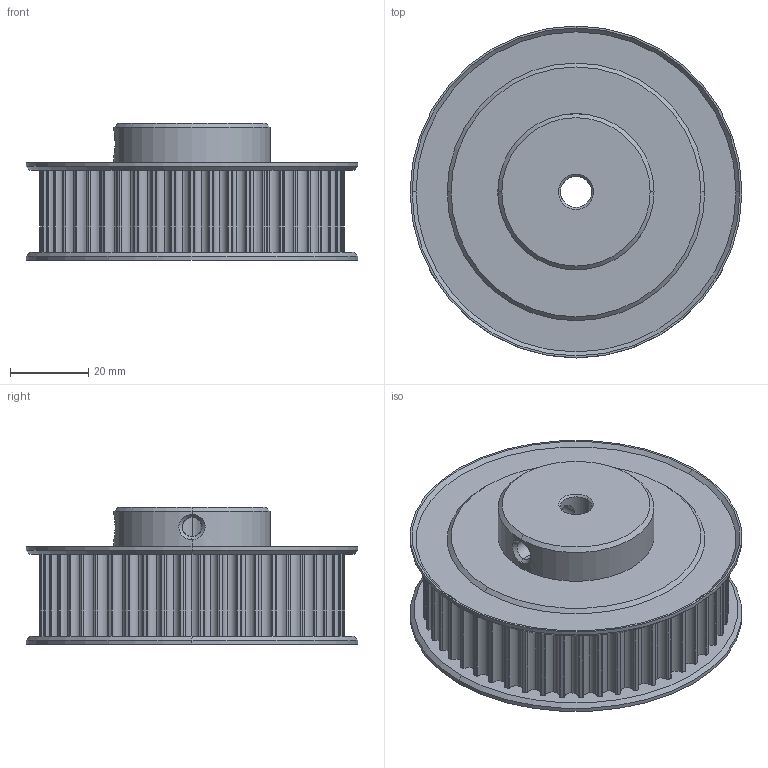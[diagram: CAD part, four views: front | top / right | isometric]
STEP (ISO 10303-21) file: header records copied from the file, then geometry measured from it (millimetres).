
FILE_DESCRIPTION (( 'STEP AP214' ), '1' );
FILE_NAME ('DR-25 5M-50Y-=N8.STEP', '2023-09-05T10:40:57', ( '' ), ( '' ), 'SwSTEP 2.0', 'SolidWorks 2023', '' );
FILE_SCHEMA (( 'AUTOMOTIVE_DESIGN' ));
Length unit declared in the file: millimetre
Products named in the file (1): DR-25 5M-50Y-=N8
Bounding box: 85 x 85 x 35.1 mm (x, y, z)
Volume: 123092.3 mm3; surface area: 24660.7 mm2
Topology: 12 solids, 12 shells, 398 faces, 1092 edges, 723 vertices
Faces by surface type: cylinder 262, plane 95, bspline 23, cone 18
Entity records: 19044 total; most frequent: CARTESIAN_POINT 7262, DIRECTION 2329, ORIENTED_EDGE 2184, EDGE_CURVE 1092, AXIS2_PLACEMENT_3D 918, VERTEX_POINT 723, CIRCLE 542, LINE 493
